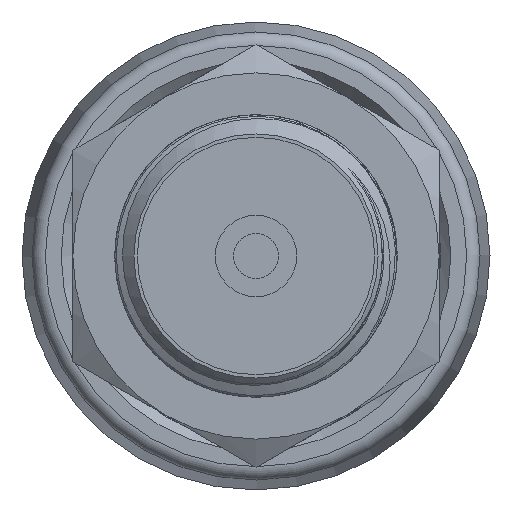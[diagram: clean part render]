
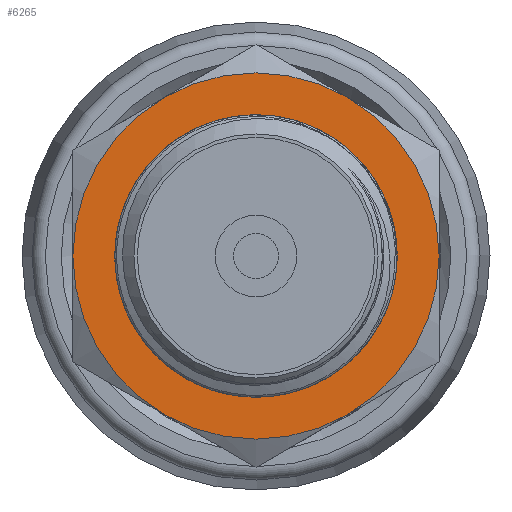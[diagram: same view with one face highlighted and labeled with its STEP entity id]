
A CAD part, left-side view. The second image highlights one B-rep face of the part: STEP entity #6265.
In plain terms, the highlighted face is planar.
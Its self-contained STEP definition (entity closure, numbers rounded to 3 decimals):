
#823=FACE_BOUND('',#2308,.T.);
#1566=PLANE('',#6541);
#1919=FACE_OUTER_BOUND('',#2307,.T.);
#2307=EDGE_LOOP('',(#5869));
#2308=EDGE_LOOP('',(#5870));
#2434=CIRCLE('',#6540,13.5);
#2435=CIRCLE('',#6542,10.);
#3061=VERTEX_POINT('',#21754);
#3062=VERTEX_POINT('',#21758);
#4001=EDGE_CURVE('',#3061,#3061,#2434,.T.);
#4003=EDGE_CURVE('',#3062,#3062,#2435,.T.);
#5869=ORIENTED_EDGE('',*,*,#4001,.T.);
#5870=ORIENTED_EDGE('',*,*,#4003,.F.);
#6265=ADVANCED_FACE('',(#1919,#823),#1566,.T.);
#6540=AXIS2_PLACEMENT_3D('',#21755,#7291,#7292);
#6541=AXIS2_PLACEMENT_3D('',#21757,#7294,#7295);
#6542=AXIS2_PLACEMENT_3D('',#21759,#7296,#7297);
#7291=DIRECTION('center_axis',(1.,0.,0.));
#7292=DIRECTION('ref_axis',(0.,0.,-1.));
#7294=DIRECTION('center_axis',(1.,0.,0.));
#7295=DIRECTION('ref_axis',(0.,0.,-1.));
#7296=DIRECTION('center_axis',(1.,0.,0.));
#7297=DIRECTION('ref_axis',(0.,0.,-1.));
#21754=CARTESIAN_POINT('',(-17.,-13.5,0.));
#21755=CARTESIAN_POINT('Origin',(-17.,0.,0.));
#21757=CARTESIAN_POINT('Origin',(-17.,10.,0.));
#21758=CARTESIAN_POINT('',(-17.,0.,10.));
#21759=CARTESIAN_POINT('Origin',(-17.,0.,0.));
